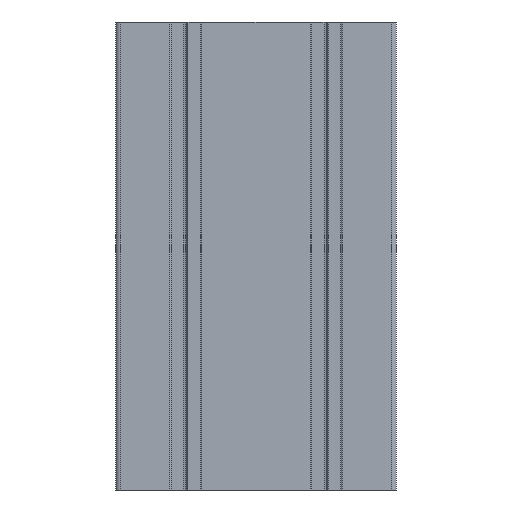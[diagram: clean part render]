
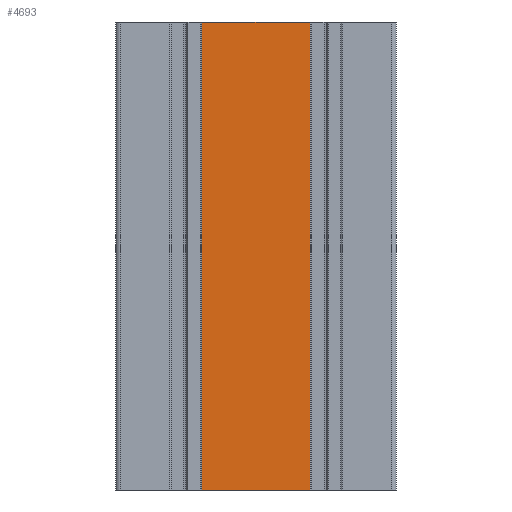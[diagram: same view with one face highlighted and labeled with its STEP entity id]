
A CAD part, front view. The second image highlights one B-rep face of the part: STEP entity #4693.
In plain terms, the highlighted planar face has unit normal (0, -1, 0).
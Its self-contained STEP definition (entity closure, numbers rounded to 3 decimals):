
#525=FACE_OUTER_BOUND('',#767,.T.);
#767=EDGE_LOOP('',(#3607,#3608,#3609,#3610));
#1171=LINE('',#7560,#1651);
#1172=LINE('',#7563,#1652);
#1173=LINE('',#7565,#1653);
#1174=LINE('',#7566,#1654);
#1651=VECTOR('',#6153,100.);
#1652=VECTOR('',#6156,23.177);
#1653=VECTOR('',#6157,23.177);
#1654=VECTOR('',#6158,100.);
#2135=VERTEX_POINT('',#7556);
#2136=VERTEX_POINT('',#7558);
#2137=VERTEX_POINT('',#7562);
#2138=VERTEX_POINT('',#7564);
#2755=EDGE_CURVE('',#2135,#2136,#1171,.T.);
#2756=EDGE_CURVE('',#2137,#2135,#1172,.T.);
#2757=EDGE_CURVE('',#2138,#2136,#1173,.T.);
#2758=EDGE_CURVE('',#2137,#2138,#1174,.T.);
#3607=ORIENTED_EDGE('',*,*,#2756,.T.);
#3608=ORIENTED_EDGE('',*,*,#2755,.T.);
#3609=ORIENTED_EDGE('',*,*,#2757,.F.);
#3610=ORIENTED_EDGE('',*,*,#2758,.F.);
#4491=PLANE('',#5085);
#4693=ADVANCED_FACE('',(#525),#4491,.T.);
#5085=AXIS2_PLACEMENT_3D('',#7561,#6154,#6155);
#6153=DIRECTION('',(0.,0.,1.));
#6154=DIRECTION('center_axis',(0.,-1.,0.));
#6155=DIRECTION('ref_axis',(1.,0.,0.));
#6156=DIRECTION('',(1.,0.,0.));
#6157=DIRECTION('',(1.,0.,0.));
#6158=DIRECTION('',(0.,0.,1.));
#7556=CARTESIAN_POINT('',(11.589,-30.,0.));
#7558=CARTESIAN_POINT('',(11.589,-30.,100.));
#7560=CARTESIAN_POINT('',(11.589,-30.,0.));
#7561=CARTESIAN_POINT('Origin',(-11.589,-30.,0.));
#7562=CARTESIAN_POINT('',(-11.589,-30.,0.));
#7563=CARTESIAN_POINT('',(-11.589,-30.,0.));
#7564=CARTESIAN_POINT('',(-11.589,-30.,100.));
#7565=CARTESIAN_POINT('',(-11.589,-30.,100.));
#7566=CARTESIAN_POINT('',(-11.589,-30.,0.));
